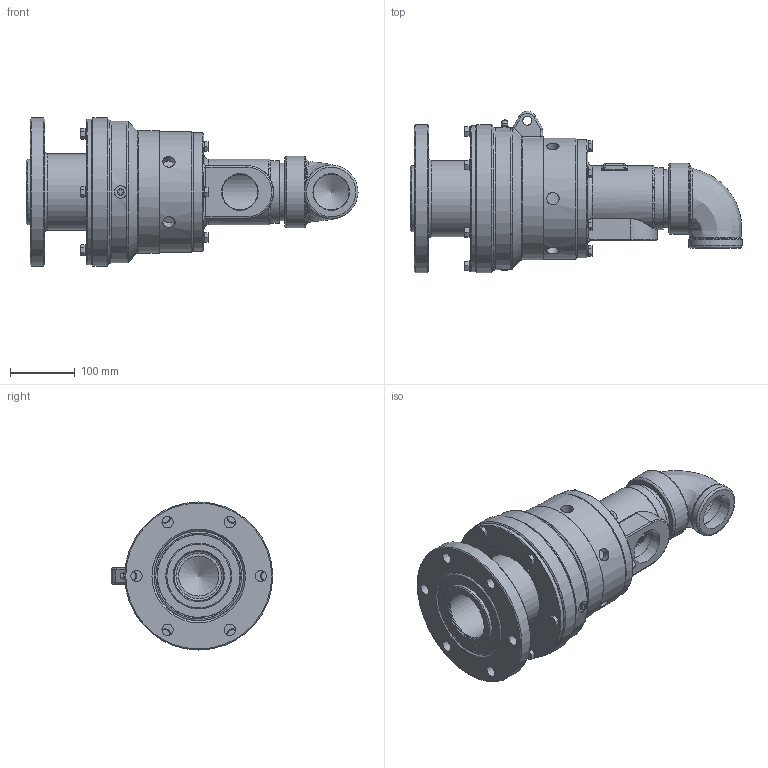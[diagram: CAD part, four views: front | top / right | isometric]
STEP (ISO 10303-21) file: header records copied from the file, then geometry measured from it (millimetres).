
FILE_DESCRIPTION(/* description */ (''),/* implementation_level */ '2;1');
FILE_NAME(/* name */ '6300-030-103-IC.stp',/* time_stamp */ '2022-08-15T08:31:02-05:00',/* author */ ('msvetlecich'),/* organization */ (''),/* preprocessor_version */ 'ST-DEVELOPER v18.1',/* originating_system */ 'Autodesk Inventor 2022',/* authorisation */ '');
FILE_SCHEMA (('AUTOMOTIVE_DESIGN { 1 0 10303 214 3 1 1 }'));
Products named in the file (1): 6300-030-103-IC
Bounding box: 512.79 x 249.3 x 228.6 mm (x, y, z)
Volume: 7229484 mm3; surface area: 569997.8 mm2
Topology: 1 solids, 16 shells, 6931 faces, 18393 edges, 11772 vertices
Faces by surface type: plane 5660, bspline 786, cylinder 224, cone 214, torus 40, sphere 7
Full cylindrical faces by diameter (mm): 2.36 x4, 5 x1, 7.798 x6, 7.95 x2, 9.525 x12, 9.855 x6, 10.3 x12, 14 x1, 14.275 x12, 16.7 x6, 17.5 x6, 19 x8, 55.169 x2, 61.9 x1, 65.05 x1, 65.15 x1, 65.9 x1, 67.26 x1, 76.2 x2, 77.7 x2, 79.508 x1, 82.55 x1, 82.7 x1, 96.1 x1, 101.7 x1, 104.4 x1, 105 x1, 110 x1, 117.5 x1, 152.4 x1
Entity records: 223297 total; most frequent: CARTESIAN_POINT 55834, ORIENTED_EDGE 36754, DIRECTION 28515, EDGE_CURVE 18377, LINE 14617, VECTOR 14617, VERTEX_POINT 11772, EDGE_LOOP 7267
